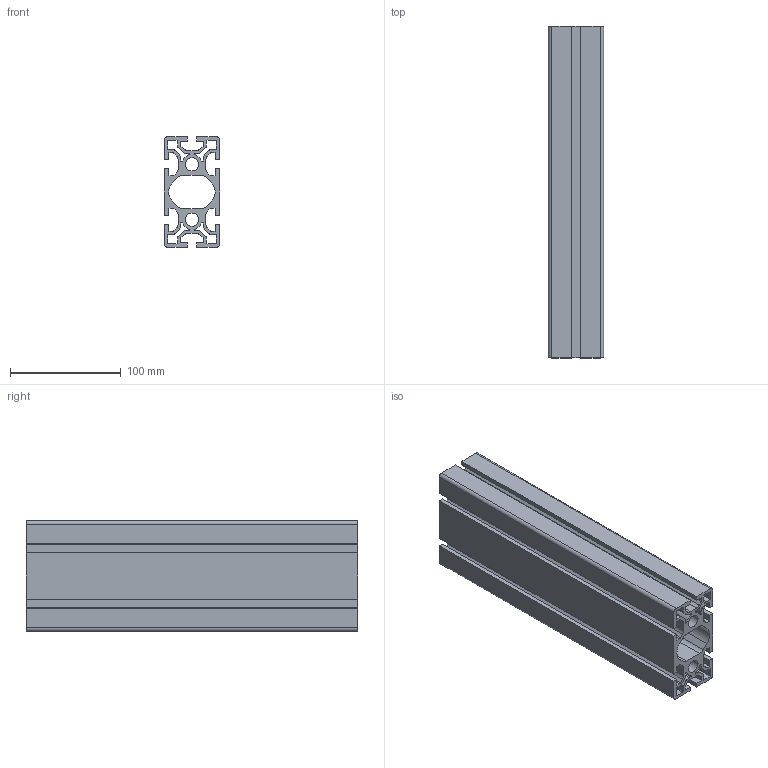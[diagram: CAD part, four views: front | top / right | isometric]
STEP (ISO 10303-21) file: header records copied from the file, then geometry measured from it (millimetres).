
FILE_DESCRIPTION (( 'STEP AP214' ), '1' );
FILE_NAME ('1728143354404.step', '2024-10-05T15:49:37', ( 'Windows User' ), ( '' ), 'SwSTEP 2.0', 'SolidWorks 2011', '' );
FILE_SCHEMA (( 'AUTOMOTIVE_DESIGN' ));
Length unit declared in the file: millimetre
Products named in the file (2): 1.11.050100.64Sx300.00(1); 1728143354404
Assembly tree (1 placements, depth 2):
  1728143354404
    1.11.050100.64Sx300.00(1)
Bounding box: 50 x 300 x 100 mm (x, y, z)
Volume: 610816.6 mm3; surface area: 310366.9 mm2
Topology: 1 solids, 1 shells, 203 faces, 603 edges, 402 vertices
Faces by surface type: plane 112, cylinder 91
Entity records: 6933 total; most frequent: CARTESIAN_POINT 1212, ORIENTED_EDGE 1206, DIRECTION 1199, EDGE_CURVE 603, VECTOR 421, LINE 421, VERTEX_POINT 402, AXIS2_PLACEMENT_3D 389
